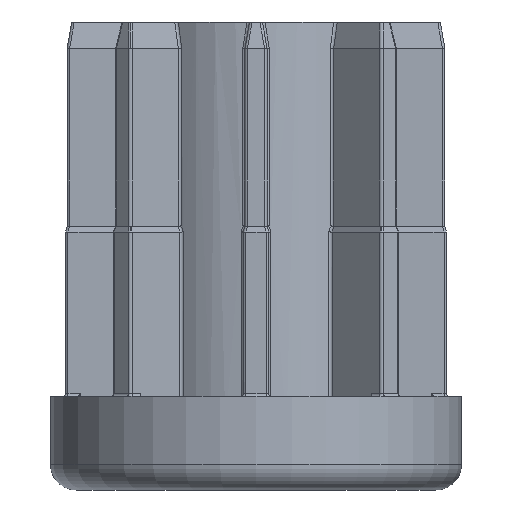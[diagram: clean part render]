
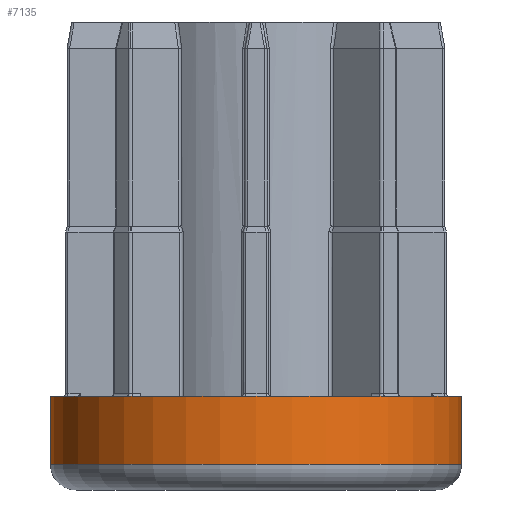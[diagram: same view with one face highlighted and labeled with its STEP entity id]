
A CAD part, front view. The second image highlights one B-rep face of the part: STEP entity #7135.
In plain terms, the highlighted cylindrical face has radius 24.15 mm (diameter 48.3 mm), a partial arc.
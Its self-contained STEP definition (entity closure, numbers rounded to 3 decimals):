
#670 = DIRECTION ( 'NONE',  ( -1., 0., 0. ) ) ;
#805 = CYLINDRICAL_SURFACE ( 'NONE', #2084, 24.15 ) ;
#1091 = EDGE_CURVE ( 'NONE', #2146, #9683, #2064, .T. ) ;
#1843 = EDGE_CURVE ( 'NONE', #7299, #9191, #10333, .T. ) ;
#2064 = CIRCLE ( 'NONE', #8041, 24.15 ) ;
#2084 = AXIS2_PLACEMENT_3D ( 'NONE', #7975, #13028, #670 ) ;
#2146 = VERTEX_POINT ( 'NONE', #2510 ) ;
#2458 = CARTESIAN_POINT ( 'NONE',  ( -24.15, 0., 11. ) ) ;
#2510 = CARTESIAN_POINT ( 'NONE',  ( -24.15, 0., 11. ) ) ;
#2758 = LINE ( 'NONE', #2458, #7966 ) ;
#3741 = EDGE_LOOP ( 'NONE', ( #5205, #5741, #4835, #5852 ) ) ;
#3788 = CARTESIAN_POINT ( 'NONE',  ( 0., 0., 11. ) ) ;
#4222 = CARTESIAN_POINT ( 'NONE',  ( -24.15, 0., 3. ) ) ;
#4812 = DIRECTION ( 'NONE',  ( 1., 0., 0. ) ) ;
#4835 = ORIENTED_EDGE ( 'NONE', *, *, #12266, .T. ) ;
#5205 = ORIENTED_EDGE ( 'NONE', *, *, #12247, .F. ) ;
#5741 = ORIENTED_EDGE ( 'NONE', *, *, #1091, .F. ) ;
#5852 = ORIENTED_EDGE ( 'NONE', *, *, #1843, .T. ) ;
#6182 = CARTESIAN_POINT ( 'NONE',  ( 0., 0., 3. ) ) ;
#6350 = FACE_OUTER_BOUND ( 'NONE', #3741, .T. ) ;
#7135 = ADVANCED_FACE ( 'NONE', ( #6350 ), #805, .T. ) ;
#7148 = AXIS2_PLACEMENT_3D ( 'NONE', #6182, #13245, #7253 ) ;
#7253 = DIRECTION ( 'NONE',  ( 1., 0., 0. ) ) ;
#7299 = VERTEX_POINT ( 'NONE', #4222 ) ;
#7966 = VECTOR ( 'NONE', #8697, 1000. ) ;
#7975 = CARTESIAN_POINT ( 'NONE',  ( 0., 0., 11. ) ) ;
#8041 = AXIS2_PLACEMENT_3D ( 'NONE', #3788, #11100, #4812 ) ;
#8181 = CARTESIAN_POINT ( 'NONE',  ( 24.15, 0., 3. ) ) ;
#8613 = LINE ( 'NONE', #11756, #13258 ) ;
#8697 = DIRECTION ( 'NONE',  ( 0., 0., -1. ) ) ;
#9191 = VERTEX_POINT ( 'NONE', #8181 ) ;
#9683 = VERTEX_POINT ( 'NONE', #10967 ) ;
#10333 = CIRCLE ( 'NONE', #7148, 24.15 ) ;
#10967 = CARTESIAN_POINT ( 'NONE',  ( 24.15, 0., 11. ) ) ;
#11100 = DIRECTION ( 'NONE',  ( 0., 0., 1. ) ) ;
#11756 = CARTESIAN_POINT ( 'NONE',  ( 24.15, 0., 11. ) ) ;
#12247 = EDGE_CURVE ( 'NONE', #9683, #9191, #8613, .T. ) ;
#12266 = EDGE_CURVE ( 'NONE', #2146, #7299, #2758, .T. ) ;
#12707 = DIRECTION ( 'NONE',  ( 0., 0., -1. ) ) ;
#13028 = DIRECTION ( 'NONE',  ( 0., 0., -1. ) ) ;
#13245 = DIRECTION ( 'NONE',  ( 0., 0., 1. ) ) ;
#13258 = VECTOR ( 'NONE', #12707, 1000. ) ;
